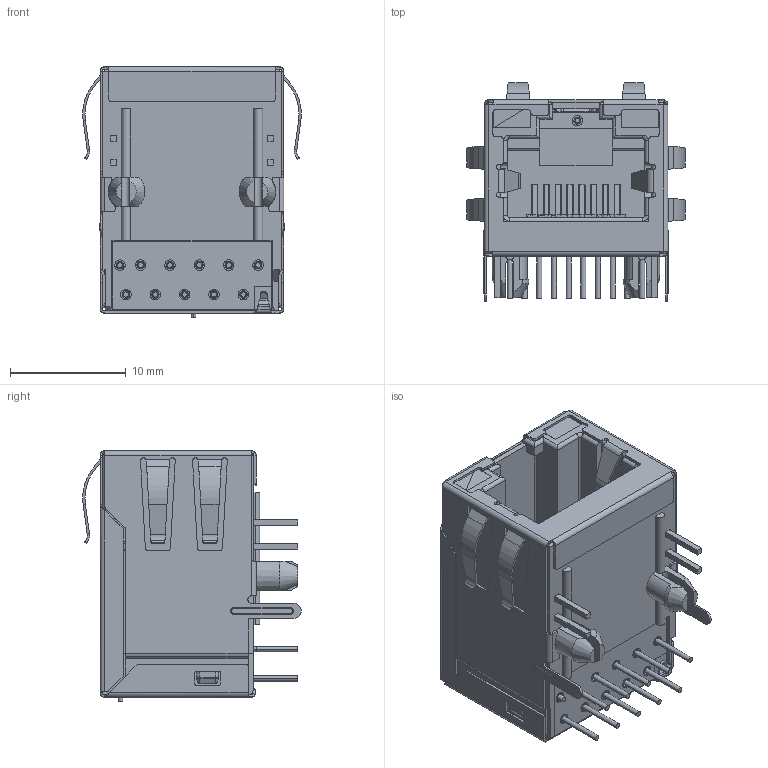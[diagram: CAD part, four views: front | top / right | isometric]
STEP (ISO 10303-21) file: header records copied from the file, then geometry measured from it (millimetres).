
FILE_DESCRIPTION (( 'STEP AP214' ), '1' );
FILE_NAME ('ARJM11C7-502-KB-EW2.STEP', '2022-02-02T12:38:14', ( '' ), ( '' ), 'SwSTEP 2.0', 'SolidWorks 2020', '' );
FILE_SCHEMA (( 'AUTOMOTIVE_DESIGN' ));
Length unit declared in the file: millimetre
Products named in the file (95): MANIFOLD_SOLID_BREP_57161^CP_1_3_ASM_ASM_MODULE_CASE_11H_ASM_9_AF0_ASM_ASM_MODULE_11H_ASM_3_ASM_ASM_11H_MODULE_PCBA_ASM_3_ASM_ASM_11H_MODULE_INSERT_ASM_5_ASM_ASM_11H_HOUSING_MODULE_AS~; CORE_T_3_AF1_ASM_ASM^COIL_ASM_3_AF1_ASM_ASM_MODULE_11H_ASM_3_ASM_ASM_11H_MODULE_PCBA_ASM_3_ASM_ASM_11H_MODULE_INSERT_ASM_5_ASM_ASM_11H_HOUSING_MODULE_ASM_1_ASM_ASM_11H_ASSEMBLE_BOTTOM_~; MANIFOLD_SOLID_BREP_60505_AF3^CORE_T_3_AF3_ASM_ASM_COIL_ASM_3_AF3_ASM_ASM_MODULE_11H_ASM_3_ASM_ASM_11H_MODULE_PCBA_ASM_3_ASM_ASM_11H_MODULE_INSERT_ASM_5_ASM_ASM_11H_HOUSING_MODULE_ASM~; 11H_HOUSING_LED_ASM_7_ASM_ASM^11H_HOUSING_LED_COVER_ASM_1_ASM_ASM_11H_HOUSING_MODULE_ASM_1_ASM_ASM_11H_ASSEMBLE_BOTTOM_PCB_ASM_2_A_ASM_11H_ASSY_SHIELD_ASM_1_ASM_ASM_005_ASM_ASM_ARJM11~; RJ_INSERT_BASE_3^RJ_INSERT_ASM_3_ASM_ASM_11H_MODULE_INSERT_ASM_5_ASM_ASM_11H_HOUSING_MODULE_ASM_1_ASM_ASM_11H_ASSEMBLE_BOTTOM_PCB_ASM_2_A_ASM_11H_ASSY_SHIELD_ASM_1_ASM_ASM_005_ASM_ASM~; MANIFOLD_SOLID_BREP_69670^CORE_K_3_AF0_ASM_ASM_COIL_ASM_3_AF0_ASM_ASM_MODULE_11H_ASM_3_ASM_ASM_11H_MODULE_PCBA_ASM_3_ASM_ASM_11H_MODULE_INSERT_ASM_5_ASM_ASM_11H_HOUSING_MODULE_ASM_1_A~; MANIFOLD_SOLID_BREP_59167^CP_2_11_ASM_ASM_MODULE_CASE_11H_ASM_9_AF0_ASM_ASM_MODULE_11H_ASM_3_ASM_ASM_11H_MODULE_PCBA_ASM_3_ASM_ASM_11H_MODULE_INSERT_ASM_5_ASM_ASM_11H_HOUSING_MODULE_A~; MANIFOLD_SOLID_BREP_77883^RJ_TERMINAL_3_ASM_ASM_RJ_INSERT_ASM_3_ASM_ASM_11H_MODULE_INSERT_ASM_5_ASM_ASM_11H_HOUSING_MODULE_ASM_1_ASM_ASM_11H_ASSEMBLE_BOTTOM_PCB_ASM_2_A_ASM_11H_ASSY_SH~; MANIFOLD_SOLID_BREP_69209^CORE_K_3_AF0_ASM_ASM_COIL_ASM_3_AF0_ASM_ASM_MODULE_11H_ASM_3_ASM_ASM_11H_MODULE_PCBA_ASM_3_ASM_ASM_11H_MODULE_INSERT_ASM_5_ASM_ASM_11H_HOUSING_MODULE_ASM_1_A~; COIL_ASM_3_AF3_ASM_ASM^MODULE_11H_ASM_3_ASM_ASM_11H_MODULE_PCBA_ASM_3_ASM_ASM_11H_MODULE_INSERT_ASM_5_ASM_ASM_11H_HOUSING_MODULE_ASM_1_ASM_ASM_11H_ASSEMBLE_BOTTOM_PCB_ASM_2_A_ASM_11H_~; MANIFOLD_SOLID_BREP_57896^CP_1_3_ASM_ASM_MODULE_CASE_11H_ASM_9_AF0_ASM_ASM_MODULE_11H_ASM_3_ASM_ASM_11H_MODULE_PCBA_ASM_3_ASM_ASM_11H_MODULE_INSERT_ASM_5_ASM_ASM_11H_HOUSING_MODULE_AS~; MANIFOLD_SOLID_BREP_64654_AF2^CORE_T_3_AF2_ASM_ASM_COIL_ASM_3_AF2_ASM_ASM_MODULE_11H_ASM_3_ASM_ASM_11H_MODULE_PCBA_ASM_3_ASM_ASM_11H_MODULE_INSERT_ASM_5_ASM_ASM_11H_HOUSING_MODULE_ASM_~; MANIFOLD_SOLID_BREP_68287^CORE_K_3_AF0_ASM_ASM_COIL_ASM_3_AF0_ASM_ASM_MODULE_11H_ASM_3_ASM_ASM_11H_MODULE_PCBA_ASM_3_ASM_ASM_11H_MODULE_INSERT_ASM_5_ASM_ASM_11H_HOUSING_MODULE_ASM_1_A~; MANIFOLD_SOLID_BREP_67365_AF0^CORE_K_3_AF0_ASM_ASM_COIL_ASM_3_AF0_ASM_ASM_MODULE_11H_ASM_3_ASM_ASM_11H_MODULE_PCBA_ASM_3_ASM_ASM_11H_MODULE_INSERT_ASM_5_ASM_ASM_11H_HOUSING_MODULE_ASM~; MANIFOLD_SOLID_BREP_63271_AF1^CORE_T_3_AF1_ASM_ASM_COIL_ASM_3_AF1_ASM_ASM_MODULE_11H_ASM_3_ASM_ASM_11H_MODULE_PCBA_ASM_3_ASM_ASM_11H_MODULE_INSERT_ASM_5_ASM_ASM_11H_HOUSING_MODULE_ASM~; 11H_LED_RIGHT_3^11H_HOUSING_LED_ASM_7_ASM_ASM_11H_HOUSING_LED_COVER_ASM_1_ASM_ASM_11H_HOUSING_MODULE_ASM_1_ASM_ASM_11H_ASSEMBLE_BOTTOM_PCB_ASM_2_A_ASM_11H_ASSY_SHIELD_ASM_1_ASM_ASM_00~; MANIFOLD_SOLID_BREP_82668^RJ_TERMINAL_3_ASM_ASM_RJ_INSERT_ASM_3_ASM_ASM_11H_MODULE_INSERT_ASM_5_ASM_ASM_11H_HOUSING_MODULE_ASM_1_ASM_ASM_11H_ASSEMBLE_BOTTOM_PCB_ASM_2_A_ASM_11H_ASSY_SH~; MANIFOLD_SOLID_BREP_59657^CP_2_11_ASM_ASM_MODULE_CASE_11H_ASM_9_AF0_ASM_ASM_MODULE_11H_ASM_3_ASM_ASM_11H_MODULE_PCBA_ASM_3_ASM_ASM_11H_MODULE_INSERT_ASM_5_ASM_ASM_11H_HOUSING_MODULE_A~; 11H_ASSEMBLE_BOTTOM_PCB_ASM_2_A_ASM^11H_ASSY_SHIELD_ASM_1_ASM_ASM_005_ASM_ASM_ARJM11C7-AB(10P)_ARJM11C7-502-KB-EW2; MANIFOLD_SOLID_BREP_62349_AF0^CORE_T_3_AF0_ASM_ASM_COIL_ASM_3_AF0_ASM_ASM_MODULE_11H_ASM_3_ASM_ASM_11H_MODULE_PCBA_ASM_3_ASM_ASM_11H_MODULE_INSERT_ASM_5_ASM_ASM_11H_HOUSING_MODULE_ASM~; C_1206_3^PCBA_ASM_3_ASM_ASM_11H_MODULE_PCBA_ASM_3_ASM_ASM_11H_MODULE_INSERT_ASM_5_ASM_ASM_11H_HOUSING_MODULE_ASM_1_ASM_ASM_11H_ASSEMBLE_BOTTOM_PCB_ASM_2_A_ASM_11H_ASSY_SHIELD_ASM_1_ASM~; MANIFOLD_SOLID_BREP_60966_AF0^CORE_T_3_AF0_ASM_ASM_COIL_ASM_3_AF0_ASM_ASM_MODULE_11H_ASM_3_ASM_ASM_11H_MODULE_PCBA_ASM_3_ASM_ASM_11H_MODULE_INSERT_ASM_5_ASM_ASM_11H_HOUSING_MODULE_ASM~; 11H_SHIELD_WLED_WGROUND_WEMI_6__ASM^11H_ASSY_SHIELD_ASM_1_ASM_ASM_005_ASM_ASM_ARJM11C7-AB(10P)_ARJM11C7-502-KB-EW2; MODULE_CASE_6_AF0^MODULE_CASE_11H_ASM_9_AF0_ASM_ASM_MODULE_11H_ASM_3_ASM_ASM_11H_MODULE_PCBA_ASM_3_ASM_ASM_11H_MODULE_INSERT_ASM_5_ASM_ASM_11H_HOUSING_MODULE_ASM_1_ASM_ASM_11H_ASSEMBLE~; MANIFOLD_SOLID_BREP_57651^CP_1_3_ASM_ASM_MODULE_CASE_11H_ASM_9_AF0_ASM_ASM_MODULE_11H_ASM_3_ASM_ASM_11H_MODULE_PCBA_ASM_3_ASM_ASM_11H_MODULE_INSERT_ASM_5_ASM_ASM_11H_HOUSING_MODULE_AS~; BOTTOM_PCBA_ASM_4_ASM_ASM^11H_MODULE_INSERT_ASM_5_ASM_ASM_11H_HOUSING_MODULE_ASM_1_ASM_ASM_11H_ASSEMBLE_BOTTOM_PCB_ASM_2_A_ASM_11H_ASSY_SHIELD_ASM_1_ASM_ASM_005_ASM_ASM_ARJM11C7-AB(10~; MANIFOLD_SOLID_BREP_60505_AF0^CORE_T_3_AF0_ASM_ASM_COIL_ASM_3_AF0_ASM_ASM_MODULE_11H_ASM_3_ASM_ASM_11H_MODULE_PCBA_ASM_3_ASM_ASM_11H_MODULE_INSERT_ASM_5_ASM_ASM_11H_HOUSING_MODULE_ASM~; CP_2_11_ASM_ASM^MODULE_CASE_11H_ASM_9_AF0_ASM_ASM_MODULE_11H_ASM_3_ASM_ASM_11H_MODULE_PCBA_ASM_3_ASM_ASM_11H_MODULE_INSERT_ASM_5_ASM_ASM_11H_HOUSING_MODULE_ASM_1_ASM_ASM_11H_ASSEMBLE_B~; MANIFOLD_SOLID_BREP_57406^CP_1_3_ASM_ASM_MODULE_CASE_11H_ASM_9_AF0_ASM_ASM_MODULE_11H_ASM_3_ASM_ASM_11H_MODULE_PCBA_ASM_3_ASM_ASM_11H_MODULE_INSERT_ASM_5_ASM_ASM_11H_HOUSING_MODULE_AS~; MANIFOLD_SOLID_BREP_64193_AF3^CORE_T_3_AF3_ASM_ASM_COIL_ASM_3_AF3_ASM_ASM_MODULE_11H_ASM_3_ASM_ASM_11H_MODULE_PCBA_ASM_3_ASM_ASM_11H_MODULE_INSERT_ASM_5_ASM_ASM_11H_HOUSING_MODULE_ASM~; MANIFOLD_SOLID_BREP_76870^RJ_TERMINAL_3_ASM_ASM_RJ_INSERT_ASM_3_ASM_ASM_11H_MODULE_INSERT_ASM_5_ASM_ASM_11H_HOUSING_MODULE_ASM_1_ASM_ASM_11H_ASSEMBLE_BOTTOM_PCB_ASM_2_A_ASM_11H_ASSY_SH~; MANIFOLD_SOLID_BREP_61888_AF0^CORE_T_3_AF0_ASM_ASM_COIL_ASM_3_AF0_ASM_ASM_MODULE_11H_ASM_3_ASM_ASM_11H_MODULE_PCBA_ASM_3_ASM_ASM_11H_MODULE_INSERT_ASM_5_ASM_ASM_11H_HOUSING_MODULE_ASM~; 11H_HOUSING_1^11H_HOUSING_LED_ASM_7_ASM_ASM_11H_HOUSING_LED_COVER_ASM_1_ASM_ASM_11H_HOUSING_MODULE_ASM_1_ASM_ASM_11H_ASSEMBLE_BOTTOM_PCB_ASM_2_A_ASM_11H_ASSY_SHIELD_ASM_1_ASM_ASM_005_~; CORE_K_3_AF0_ASM_ASM^COIL_ASM_3_AF0_ASM_ASM_MODULE_11H_ASM_3_ASM_ASM_11H_MODULE_PCBA_ASM_3_ASM_ASM_11H_MODULE_INSERT_ASM_5_ASM_ASM_11H_HOUSING_MODULE_ASM_1_ASM_ASM_11H_ASSEMBLE_BOTTOM~; CP_3_GND_1067_3^MODULE_CASE_11H_ASM_9_AF0_ASM_ASM_MODULE_11H_ASM_3_ASM_ASM_11H_MODULE_PCBA_ASM_3_ASM_ASM_11H_MODULE_INSERT_ASM_5_ASM_ASM_11H_HOUSING_MODULE_ASM_1_ASM_ASM_11H_ASSEMBLE_B~; CP_1_3_ASM_ASM^MODULE_CASE_11H_ASM_9_AF0_ASM_ASM_MODULE_11H_ASM_3_ASM_ASM_11H_MODULE_PCBA_ASM_3_ASM_ASM_11H_MODULE_INSERT_ASM_5_ASM_ASM_11H_HOUSING_MODULE_ASM_1_ASM_ASM_11H_ASSEMBLE_BO~; MODULE_11H_ASM_3_ASM_ASM^11H_MODULE_PCBA_ASM_3_ASM_ASM_11H_MODULE_INSERT_ASM_5_ASM_ASM_11H_HOUSING_MODULE_ASM_1_ASM_ASM_11H_ASSEMBLE_BOTTOM_PCB_ASM_2_A_ASM_11H_ASSY_SHIELD_ASM_1_ASM_AS~; PCBA_ASM_3_ASM_ASM^11H_MODULE_PCBA_ASM_3_ASM_ASM_11H_MODULE_INSERT_ASM_5_ASM_ASM_11H_HOUSING_MODULE_ASM_1_ASM_ASM_11H_ASSEMBLE_BOTTOM_PCB_ASM_2_A_ASM_11H_ASSY_SHIELD_ASM_1_ASM_ASM_005_~; MODULE_CASE_11H_ASM_9_AF0_ASM_ASM^MODULE_11H_ASM_3_ASM_ASM_11H_MODULE_PCBA_ASM_3_ASM_ASM_11H_MODULE_INSERT_ASM_5_ASM_ASM_11H_HOUSING_MODULE_ASM_1_ASM_ASM_11H_ASSEMBLE_BOTTOM_PCB_ASM_2~; MANIFOLD_SOLID_BREP_59412^CP_2_11_ASM_ASM_MODULE_CASE_11H_ASM_9_AF0_ASM_ASM_MODULE_11H_ASM_3_ASM_ASM_11H_MODULE_PCBA_ASM_3_ASM_ASM_11H_MODULE_INSERT_ASM_5_ASM_ASM_11H_HOUSING_MODULE_A~ ...
Assembly tree (105 placements, depth 12):
  ARJM11C7-502-KB-EW2
    ARJM11C7-AB(10P)^ARJM11C7-502-KB-EW2
      005_ASM_ASM^ARJM11C7-AB(10P)_ARJM11C7-502-KB-EW2
        11H_ASSY_SHIELD_ASM_1_ASM_ASM^005_ASM_ASM_ARJM11C7-AB(10P)_ARJM11C7-502-KB-EW2
          11H_ASSEMBLE_BOTTOM_PCB_ASM_2_A_ASM^11H_ASSY_SHIELD_ASM_1_ASM_ASM_005_ASM_ASM_ARJM11C7-AB(10P)_ARJM11C7-502-KB-EW2
            11H_HOUSING_MODULE_ASM_1_ASM_ASM^11H_ASSEMBLE_BOTTOM_PCB_ASM_2_A_ASM_11H_ASSY_SHIELD_ASM_1_ASM_ASM_005_ASM_ASM_ARJM11C7-AB(10P)_ARJM11C7-502-KB-EW2
              11H_HOUSING_LED_COVER_ASM_1_ASM_ASM^11H_HOUSING_MODULE_ASM_1_ASM_ASM_11H_ASSEMBLE_BOTTOM_PCB_ASM_2_A_ASM_11H_ASSY_SHIELD_ASM_1_ASM_ASM_005_ASM_ASM_ARJM11C7-AB(10P)_ARJM11C7-502-KB-EW2
                11H_HOUSING_LED_ASM_7_ASM_ASM^11H_HOUSING_LED_COVER_ASM_1_ASM_ASM_11H_HOUSING_MODULE_ASM_1_ASM_ASM_11H_ASSEMBLE_BOTTOM_PCB_ASM_2_A_ASM_11H_ASSY_SHIELD_ASM_1_ASM_ASM_005_ASM_ASM_ARJM11~
                  11H_HOUSING_1^11H_HOUSING_LED_ASM_7_ASM_ASM_11H_HOUSING_LED_COVER_ASM_1_ASM_ASM_11H_HOUSING_MODULE_ASM_1_ASM_ASM_11H_ASSEMBLE_BOTTOM_PCB_ASM_2_A_ASM_11H_ASSY_SHIELD_ASM_1_ASM_ASM_005_~
                  11H_LED_LEFT_2^11H_HOUSING_LED_ASM_7_ASM_ASM_11H_HOUSING_LED_COVER_ASM_1_ASM_ASM_11H_HOUSING_MODULE_ASM_1_ASM_ASM_11H_ASSEMBLE_BOTTOM_PCB_ASM_2_A_ASM_11H_ASSY_SHIELD_ASM_1_ASM_ASM_005~
                  11H_LED_RIGHT_3^11H_HOUSING_LED_ASM_7_ASM_ASM_11H_HOUSING_LED_COVER_ASM_1_ASM_ASM_11H_HOUSING_MODULE_ASM_1_ASM_ASM_11H_ASSEMBLE_BOTTOM_PCB_ASM_2_A_ASM_11H_ASSY_SHIELD_ASM_1_ASM_ASM_00~
              11H_MODULE_INSERT_ASM_5_ASM_ASM^11H_HOUSING_MODULE_ASM_1_ASM_ASM_11H_ASSEMBLE_BOTTOM_PCB_ASM_2_A_ASM_11H_ASSY_SHIELD_ASM_1_ASM_ASM_005_ASM_ASM_ARJM11C7-AB(10P)_ARJM11C7-502-KB-EW2
                11H_MODULE_PCBA_ASM_3_ASM_ASM^11H_MODULE_INSERT_ASM_5_ASM_ASM_11H_HOUSING_MODULE_ASM_1_ASM_ASM_11H_ASSEMBLE_BOTTOM_PCB_ASM_2_A_ASM_11H_ASSY_SHIELD_ASM_1_ASM_ASM_005_ASM_ASM_ARJM11C7-A~
                  PCBA_ASM_3_ASM_ASM^11H_MODULE_PCBA_ASM_3_ASM_ASM_11H_MODULE_INSERT_ASM_5_ASM_ASM_11H_HOUSING_MODULE_ASM_1_ASM_ASM_11H_ASSEMBLE_BOTTOM_PCB_ASM_2_A_ASM_11H_ASSY_SHIELD_ASM_1_ASM_ASM_005_~
                  MODULE_11H_ASM_3_ASM_ASM^11H_MODULE_PCBA_ASM_3_ASM_ASM_11H_MODULE_INSERT_ASM_5_ASM_ASM_11H_HOUSING_MODULE_ASM_1_ASM_ASM_11H_ASSEMBLE_BOTTOM_PCB_ASM_2_A_ASM_11H_ASSY_SHIELD_ASM_1_ASM_AS~
                RJ_INSERT_ASM_3_ASM_ASM^11H_MODULE_INSERT_ASM_5_ASM_ASM_11H_HOUSING_MODULE_ASM_1_ASM_ASM_11H_ASSEMBLE_BOTTOM_PCB_ASM_2_A_ASM_11H_ASSY_SHIELD_ASM_1_ASM_ASM_005_ASM_ASM_ARJM11C7-AB(10P)~
                  RJ_TERMINAL_3_ASM_ASM^RJ_INSERT_ASM_3_ASM_ASM_11H_MODULE_INSERT_ASM_5_ASM_ASM_11H_HOUSING_MODULE_ASM_1_ASM_ASM_11H_ASSEMBLE_BOTTOM_PCB_ASM_2_A_ASM_11H_ASSY_SHIELD_ASM_1_ASM_ASM_005_AS~
                  RJ_INSERT_BASE_3^RJ_INSERT_ASM_3_ASM_ASM_11H_MODULE_INSERT_ASM_5_ASM_ASM_11H_HOUSING_MODULE_ASM_1_ASM_ASM_11H_ASSEMBLE_BOTTOM_PCB_ASM_2_A_ASM_11H_ASSY_SHIELD_ASM_1_ASM_ASM_005_ASM_ASM~
                BOTTOM_PCBA_ASM_4_ASM_ASM^11H_MODULE_INSERT_ASM_5_ASM_ASM_11H_HOUSING_MODULE_ASM_1_ASM_ASM_11H_ASSEMBLE_BOTTOM_PCB_ASM_2_A_ASM_11H_ASSY_SHIELD_ASM_1_ASM_ASM_005_ASM_ASM_ARJM11C7-AB(10~
                  BOTTOM_PCB_WOGAP_1000BASE_13^BOTTOM_PCBA_ASM_4_ASM_ASM_11H_MODULE_INSERT_ASM_5_ASM_ASM_11H_HOUSING_MODULE_ASM_1_ASM_ASM_11H_ASSEMBLE_BOTTOM_PCB_ASM_2_A_ASM_11H_ASSY_SHIELD_ASM_1_ASM_AS~
          11H_SHIELD_WLED_WGROUND_WEMI_6__ASM^11H_ASSY_SHIELD_ASM_1_ASM_ASM_005_ASM_ASM_ARJM11C7-AB(10P)_ARJM11C7-502-KB-EW2
            MANIFOLD_SOLID_BREP_112241^11H_SHIELD_WLED_WGROUND_WEMI_6__ASM_11H_ASSY_SHIELD_ASM_1_ASM_ASM_005_ASM_ASM_ARJM11C7-AB(10P)_ARJM11C7-502-KB-EW2
Bounding box: 18.9 x 18.9 x 21.65 mm (x, y, z)
Volume: 2167.8 mm3; surface area: 7992 mm2
Topology: 76 solids, 76 shells, 3716 faces, 8978 edges, 5447 vertices
Faces by surface type: plane 1818, cylinder 1291, torus 264, bspline 183, sphere 94, cone 66
Entity records: 118109 total; most frequent: CARTESIAN_POINT 30908, DIRECTION 17462, ORIENTED_EDGE 17416, EDGE_CURVE 8708, AXIS2_PLACEMENT_3D 6061, VECTOR 5340, LINE 5340, VERTEX_POINT 5313
